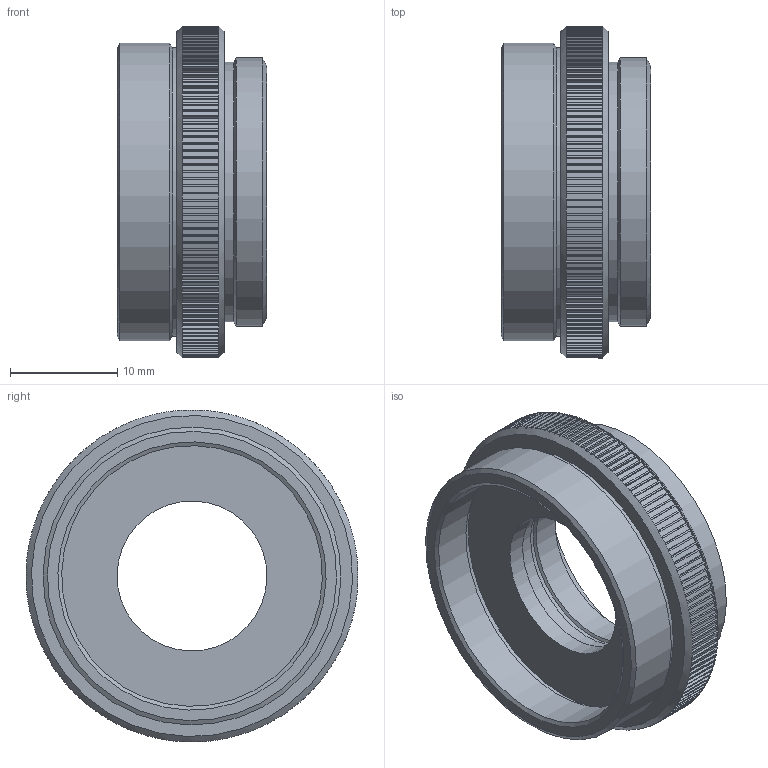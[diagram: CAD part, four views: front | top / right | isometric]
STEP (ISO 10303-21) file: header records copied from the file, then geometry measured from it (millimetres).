
FILE_DESCRIPTION((''),'2;1');
FILE_NAME('60640_0.stp','2009-07-02T13:48:02',('PODLENA'),(''),'Autodesk Inventor 2009','Autodesk Inventor 2009','');
FILE_SCHEMA(('AUTOMOTIVE_DESIGN { 1 0 10303 214 1 1 1 1 }'));
Length unit declared in the file: inch
Products named in the file (2): 60640.iam (LevelofDetail1); 60446
Assembly tree (1 placements, depth 2):
  60640.iam (LevelofDetail1)
    60446
Bounding box: 13.89 x 30.94 x 30.94 mm (x, y, z)
Volume: 4134.7 mm3; surface area: 3594 mm2
Topology: 1 solids, 1 shells, 893 faces, 2067 edges, 1182 vertices
Faces by surface type: plane 728, cylinder 155, cone 10
Full cylindrical faces by diameter (mm): 13.97 x1, 14.986 x1, 15.011 x1, 15.494 x1, 22.225 x1, 24.214 x1, 24.287 x1, 24.999 x2, 26.949 x1, 27.762 x1
Entity records: 24538 total; most frequent: DIRECTION 4440, CARTESIAN_POINT 4120, ORIENTED_EDGE 4088, EDGE_CURVE 2044, AXIS2_PLACEMENT_3D 1500, VECTOR 1440, LINE 1440, VERTEX_POINT 1180
